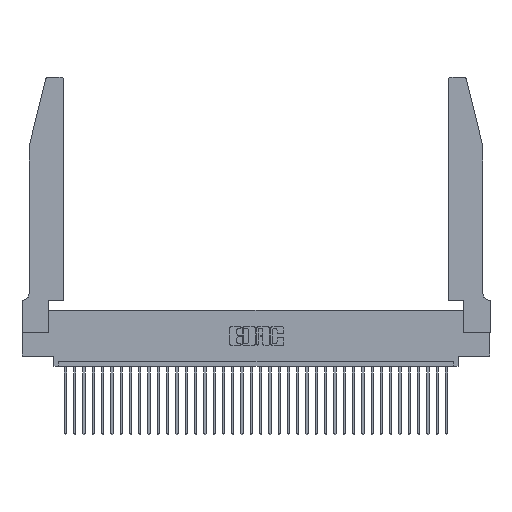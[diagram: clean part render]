
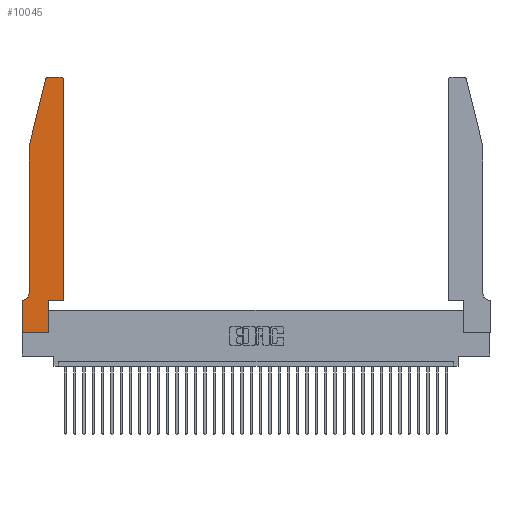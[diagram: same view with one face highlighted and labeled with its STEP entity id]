
A CAD part, top view. The second image highlights one B-rep face of the part: STEP entity #10045.
In plain terms, the highlighted planar face has unit normal (0, 0, 1).
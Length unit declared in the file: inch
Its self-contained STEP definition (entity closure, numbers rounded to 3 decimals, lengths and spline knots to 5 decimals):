
#23 = ORIENTED_EDGE ( 'NONE', *, *, #6294, .T. ) ;
#85 = DIRECTION ( 'NONE',  ( 1., 0., 0. ) ) ;
#295 = VERTEX_POINT ( 'NONE', #35566 ) ;
#612 = CARTESIAN_POINT ( 'NONE',  ( 0.4505, 0.35, 0.37 ) ) ;
#696 = CARTESIAN_POINT ( 'NONE',  ( 0.25487, 2.72718, 0.37 ) ) ;
#2493 = VERTEX_POINT ( 'NONE', #34872 ) ;
#2714 = VECTOR ( 'NONE', #31752, 39.37008 ) ;
#2974 = DIRECTION ( 'NONE',  ( -1., 0., 0. ) ) ;
#3506 = EDGE_CURVE ( 'NONE', #28798, #295, #28181, .T. ) ;
#3799 = AXIS2_PLACEMENT_3D ( 'NONE', #24888, #19551, #33381 ) ;
#3805 = FACE_OUTER_BOUND ( 'NONE', #13402, .T. ) ;
#4006 = DIRECTION ( 'NONE',  ( 0., 0., 1. ) ) ;
#4264 = VERTEX_POINT ( 'NONE', #612 ) ;
#5029 = AXIS2_PLACEMENT_3D ( 'NONE', #19470, #11382, #28021 ) ;
#5205 = CIRCLE ( 'NONE', #5029, 0.03 ) ;
#5504 = CARTESIAN_POINT ( 'NONE',  ( 0., 0., 0.37 ) ) ;
#6220 = LINE ( 'NONE', #9762, #16718 ) ;
#6294 = EDGE_CURVE ( 'NONE', #36031, #22337, #6295, .T. ) ;
#6295 = LINE ( 'NONE', #6746, #2714 ) ;
#6474 = VECTOR ( 'NONE', #6977, 39.37008 ) ;
#6515 = ORIENTED_EDGE ( 'NONE', *, *, #27502, .T. ) ;
#6746 = CARTESIAN_POINT ( 'NONE',  ( 0.0755, 2., 0.37 ) ) ;
#6977 = DIRECTION ( 'NONE',  ( 1., 0., 0. ) ) ;
#7600 = EDGE_CURVE ( 'NONE', #4264, #28122, #6220, .T. ) ;
#7677 = LINE ( 'NONE', #5504, #21732 ) ;
#8423 = CIRCLE ( 'NONE', #3799, 0.03 ) ;
#9205 = EDGE_CURVE ( 'NONE', #18370, #31435, #12663, .T. ) ;
#9762 = CARTESIAN_POINT ( 'NONE',  ( 0.4505, 0.35, 0.37 ) ) ;
#9835 = CARTESIAN_POINT ( 'NONE',  ( 0., 0., 0.37 ) ) ;
#10045 = ADVANCED_FACE ( 'NONE', ( #3805 ), #34910, .T. ) ;
#10121 = CARTESIAN_POINT ( 'NONE',  ( 0.0755, 0.42, 0.37 ) ) ;
#10676 = ORIENTED_EDGE ( 'NONE', *, *, #27097, .T. ) ;
#10713 = EDGE_CURVE ( 'NONE', #22337, #19048, #34145, .T. ) ;
#10782 = EDGE_CURVE ( 'NONE', #17541, #36031, #8423, .T. ) ;
#11123 = DIRECTION ( 'NONE',  ( -1., 0., 0. ) ) ;
#11195 = ORIENTED_EDGE ( 'NONE', *, *, #3506, .T. ) ;
#11382 = DIRECTION ( 'NONE',  ( 0., 0., 1. ) ) ;
#11919 = CARTESIAN_POINT ( 'NONE',  ( 0.284, 2.75, 0.37 ) ) ;
#12502 = CARTESIAN_POINT ( 'NONE',  ( 0., 0.35, 0.37 ) ) ;
#12570 = VECTOR ( 'NONE', #21580, 39.37008 ) ;
#12663 = LINE ( 'NONE', #15303, #21486 ) ;
#13169 = EDGE_CURVE ( 'NONE', #28122, #14405, #5205, .T. ) ;
#13402 = EDGE_LOOP ( 'NONE', ( #6515, #23237, #23, #17821, #36009, #34761, #26816, #27732, #11195, #10676, #33841, #20204 ) ) ;
#13461 = LINE ( 'NONE', #22416, #25810 ) ;
#14229 = CARTESIAN_POINT ( 'NONE',  ( 0.0755, 2., 0.37 ) ) ;
#14405 = VERTEX_POINT ( 'NONE', #35055 ) ;
#15303 = CARTESIAN_POINT ( 'NONE',  ( 0., 0., 0.37 ) ) ;
#15414 = EDGE_CURVE ( 'NONE', #31435, #28798, #7677, .T. ) ;
#15896 = DIRECTION ( 'NONE',  ( -1., 0., 0. ) ) ;
#16718 = VECTOR ( 'NONE', #24483, 39.37008 ) ;
#17441 = CIRCLE ( 'NONE', #29097, 0.07 ) ;
#17541 = VERTEX_POINT ( 'NONE', #11919 ) ;
#17821 = ORIENTED_EDGE ( 'NONE', *, *, #10713, .T. ) ;
#18127 = DIRECTION ( 'NONE',  ( 1., 0., 0. ) ) ;
#18217 = DIRECTION ( 'NONE',  ( 0., 1., 0. ) ) ;
#18370 = VERTEX_POINT ( 'NONE', #22178 ) ;
#19048 = VERTEX_POINT ( 'NONE', #10121 ) ;
#19172 = VECTOR ( 'NONE', #15896, 39.37008 ) ;
#19470 = CARTESIAN_POINT ( 'NONE',  ( 0.4205, 2.72, 0.37 ) ) ;
#19551 = DIRECTION ( 'NONE',  ( 0., 0., 1. ) ) ;
#19825 = DIRECTION ( 'NONE',  ( 0., 0., -1. ) ) ;
#20204 = ORIENTED_EDGE ( 'NONE', *, *, #13169, .T. ) ;
#20984 = DIRECTION ( 'NONE',  ( 0., -1., 0. ) ) ;
#21274 = CARTESIAN_POINT ( 'NONE',  ( 0.2865, 0.35, 0.37 ) ) ;
#21486 = VECTOR ( 'NONE', #20984, 39.37008 ) ;
#21580 = DIRECTION ( 'NONE',  ( 0., -1., 0. ) ) ;
#21732 = VECTOR ( 'NONE', #85, 39.37008 ) ;
#22178 = CARTESIAN_POINT ( 'NONE',  ( 0., 0.35, 0.37 ) ) ;
#22337 = VERTEX_POINT ( 'NONE', #14229 ) ;
#22416 = CARTESIAN_POINT ( 'NONE',  ( 0.2605, 2.75, 0.37 ) ) ;
#22696 = CARTESIAN_POINT ( 'NONE',  ( 0.4505, 2.72, 0.37 ) ) ;
#23237 = ORIENTED_EDGE ( 'NONE', *, *, #10782, .T. ) ;
#23827 = CARTESIAN_POINT ( 'NONE',  ( 0.4505, 0.35, 0.37 ) ) ;
#24483 = DIRECTION ( 'NONE',  ( 0., 1., 0. ) ) ;
#24888 = CARTESIAN_POINT ( 'NONE',  ( 0.284, 2.72, 0.37 ) ) ;
#25251 = AXIS2_PLACEMENT_3D ( 'NONE', #12502, #4006, #18127 ) ;
#25810 = VECTOR ( 'NONE', #11123, 39.37008 ) ;
#26816 = ORIENTED_EDGE ( 'NONE', *, *, #9205, .T. ) ;
#27097 = EDGE_CURVE ( 'NONE', #295, #4264, #31126, .T. ) ;
#27313 = EDGE_CURVE ( 'NONE', #2493, #18370, #31578, .T. ) ;
#27502 = EDGE_CURVE ( 'NONE', #14405, #17541, #13461, .T. ) ;
#27732 = ORIENTED_EDGE ( 'NONE', *, *, #15414, .T. ) ;
#28021 = DIRECTION ( 'NONE',  ( 1., 0., 0. ) ) ;
#28122 = VERTEX_POINT ( 'NONE', #22696 ) ;
#28181 = LINE ( 'NONE', #21274, #32614 ) ;
#28798 = VERTEX_POINT ( 'NONE', #36093 ) ;
#29097 = AXIS2_PLACEMENT_3D ( 'NONE', #31211, #19825, #2974 ) ;
#31126 = LINE ( 'NONE', #23827, #6474 ) ;
#31211 = CARTESIAN_POINT ( 'NONE',  ( 0.0055, 0.42, 0.37 ) ) ;
#31435 = VERTEX_POINT ( 'NONE', #9835 ) ;
#31578 = LINE ( 'NONE', #32815, #19172 ) ;
#31752 = DIRECTION ( 'NONE',  ( -0.239, -0.971, 0. ) ) ;
#32614 = VECTOR ( 'NONE', #18217, 39.37008 ) ;
#32703 = CARTESIAN_POINT ( 'NONE',  ( 0.0755, 2., 0.37 ) ) ;
#32815 = CARTESIAN_POINT ( 'NONE',  ( 0.0755, 0.35, 0.37 ) ) ;
#33381 = DIRECTION ( 'NONE',  ( 1., 0., 0. ) ) ;
#33619 = EDGE_CURVE ( 'NONE', #19048, #2493, #17441, .T. ) ;
#33841 = ORIENTED_EDGE ( 'NONE', *, *, #7600, .T. ) ;
#34145 = LINE ( 'NONE', #32703, #12570 ) ;
#34761 = ORIENTED_EDGE ( 'NONE', *, *, #27313, .T. ) ;
#34872 = CARTESIAN_POINT ( 'NONE',  ( 0.0055, 0.35, 0.37 ) ) ;
#34910 = PLANE ( 'NONE',  #25251 ) ;
#35055 = CARTESIAN_POINT ( 'NONE',  ( 0.4205, 2.75, 0.37 ) ) ;
#35566 = CARTESIAN_POINT ( 'NONE',  ( 0.2865, 0.35, 0.37 ) ) ;
#36009 = ORIENTED_EDGE ( 'NONE', *, *, #33619, .T. ) ;
#36031 = VERTEX_POINT ( 'NONE', #696 ) ;
#36093 = CARTESIAN_POINT ( 'NONE',  ( 0.2865, 0., 0.37 ) ) ;
